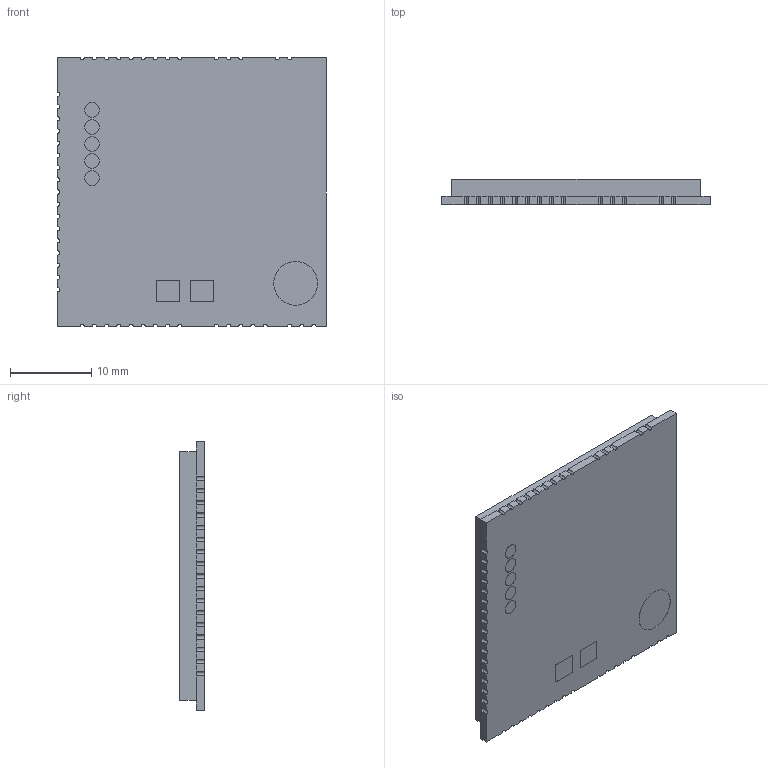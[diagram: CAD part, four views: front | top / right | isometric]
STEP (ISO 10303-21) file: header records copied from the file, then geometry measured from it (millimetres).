
FILE_DESCRIPTION (( 'STEP AP214' ), '1' );
FILE_NAME ('User Library-SIM900D.STEP', '2016-02-10T09:37:25', ( 'Windows User' ), ( '' ), 'SwSTEP 2.0', 'SolidWorks 2016', '' );
FILE_SCHEMA (( 'AUTOMOTIVE_DESIGN' ));
Length unit declared in the file: millimetre
Products named in the file (1): User Library-SIM900D
Bounding box: 33 x 3.06 x 33 mm (x, y, z)
Volume: 3003.1 mm3; surface area: 2567.9 mm2
Topology: 1 solids, 1 shells, 433 faces, 1230 edges, 820 vertices
Faces by surface type: plane 310, cylinder 74, bspline 49
Entity records: 21580 total; most frequent: CARTESIAN_POINT 5797, ORIENTED_EDGE 2460, DIRECTION 2050, EDGE_CURVE 1230, VECTOR 984, LINE 984, VERTEX_POINT 820, AXIS2_PLACEMENT_3D 533
